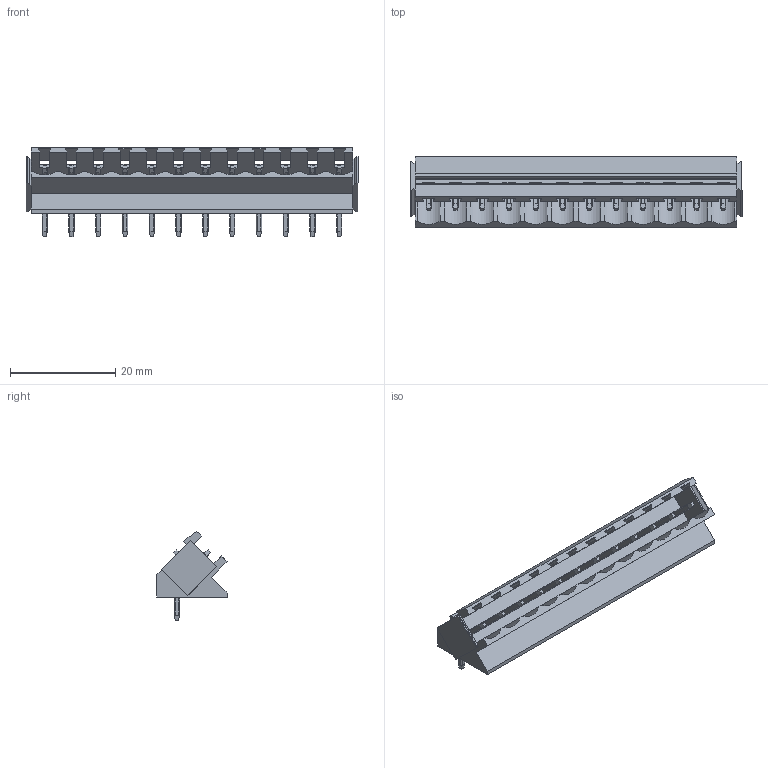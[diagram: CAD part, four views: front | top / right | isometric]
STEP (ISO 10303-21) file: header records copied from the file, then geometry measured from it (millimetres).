
FILE_DESCRIPTION(('CATIA V5 STEP Exchange','CAx-IF Rec.Pracs.--- Model Styling and Organization---1.4--- 2014-01-23'),'2;1');
FILE_NAME ('D1490387_0_1606090000_1606090000.stp','2021-06-21T09:22:19+00:00',('none'),('Weidmueller'),'CATIA Version 5-6 Release 2016 SP3 HF44','CATIA V5 STEP AP214','none');
FILE_SCHEMA(('AUTOMOTIVE_DESIGN { 1 0 10303 214 1 1 1 1 }'));
Length unit declared in the file: millimetre
Products named in the file (1): 1606090000
Bounding box: 62.96 x 13.3 x 16.97 mm (x, y, z)
Volume: 3839.9 mm3; surface area: 5246.4 mm2
Topology: 13 solids, 13 shells, 634 faces, 1836 edges, 1204 vertices
Faces by surface type: plane 428, cylinder 206
Entity records: 23405 total; most frequent: CARTESIAN_POINT 6968, ORIENTED_EDGE 3672, DIRECTION 2610, EDGE_CURVE 1836, VECTOR 1424, LINE 1424, VERTEX_POINT 1204, EDGE_LOOP 658
